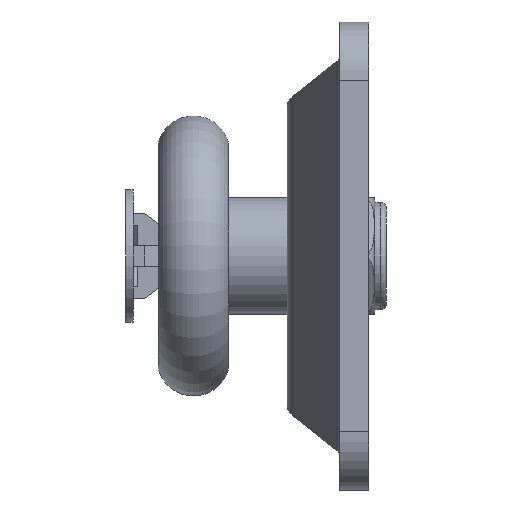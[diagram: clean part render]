
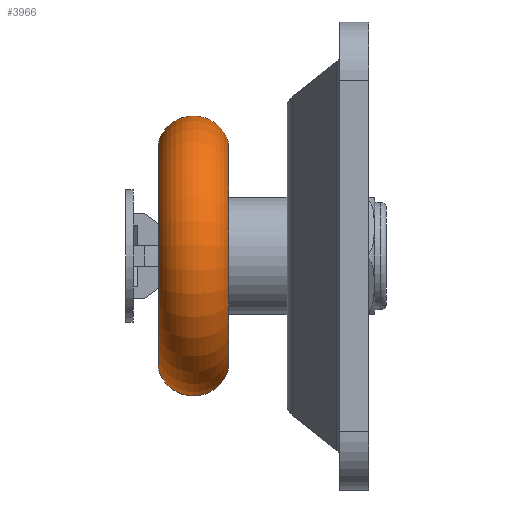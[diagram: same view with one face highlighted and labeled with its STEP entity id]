
A CAD part, left-side view. The second image highlights one B-rep face of the part: STEP entity #3966.
In plain terms, the highlighted toroidal (fillet/blend) face has major radius 8.9 mm and minor radius 3.1 mm.
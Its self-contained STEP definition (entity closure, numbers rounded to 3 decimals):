
#17=TOROIDAL_SURFACE('',#4274,8.9,3.1);
#132=CIRCLE('',#4252,9.681);
#143=CIRCLE('',#4273,9.681);
#144=CIRCLE('',#4275,3.1);
#415=FACE_OUTER_BOUND('',#667,.T.);
#667=EDGE_LOOP('',(#3337,#3338,#3339,#3340));
#1851=VERTEX_POINT('',#6367);
#1862=VERTEX_POINT('',#6404);
#2353=EDGE_CURVE('',#1851,#1851,#132,.T.);
#2369=EDGE_CURVE('',#1862,#1862,#143,.T.);
#2370=EDGE_CURVE('',#1851,#1862,#144,.T.);
#3337=ORIENTED_EDGE('',*,*,#2353,.F.);
#3338=ORIENTED_EDGE('',*,*,#2370,.T.);
#3339=ORIENTED_EDGE('',*,*,#2369,.T.);
#3340=ORIENTED_EDGE('',*,*,#2370,.F.);
#3966=ADVANCED_FACE('',(#415),#17,.T.);
#4252=AXIS2_PLACEMENT_3D('',#6368,#5086,#5087);
#4273=AXIS2_PLACEMENT_3D('',#6405,#5133,#5134);
#4274=AXIS2_PLACEMENT_3D('',#6406,#5135,#5136);
#4275=AXIS2_PLACEMENT_3D('',#6407,#5137,#5138);
#5086=DIRECTION('center_axis',(0.,-1.,0.));
#5087=DIRECTION('ref_axis',(0.995,0.,0.098));
#5133=DIRECTION('center_axis',(0.,-1.,0.));
#5134=DIRECTION('ref_axis',(0.995,0.,0.098));
#5135=DIRECTION('center_axis',(0.,-1.,0.));
#5136=DIRECTION('ref_axis',(0.098,0.,-0.995));
#5137=DIRECTION('center_axis',(-0.995,0.,
-0.098));
#5138=DIRECTION('ref_axis',(-0.098,0.,0.995));
#6367=CARTESIAN_POINT('',(61.048,12.,29.634));
#6368=CARTESIAN_POINT('Origin',(62.,12.,20.));
#6404=CARTESIAN_POINT('',(61.048,18.,29.634));
#6405=CARTESIAN_POINT('Origin',(62.,18.,20.));
#6406=CARTESIAN_POINT('Origin',(62.,15.,20.));
#6407=CARTESIAN_POINT('Origin',(61.125,15.,28.857));
